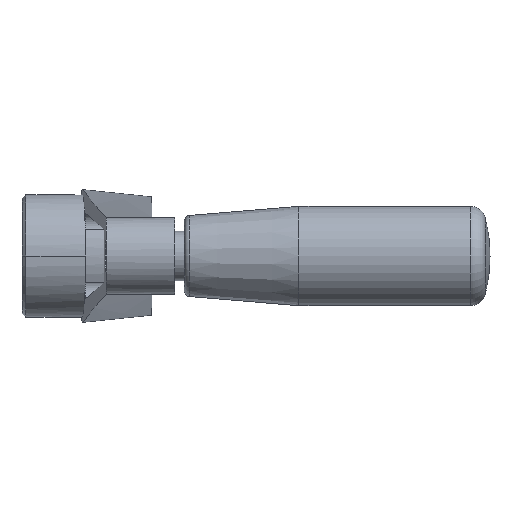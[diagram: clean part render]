
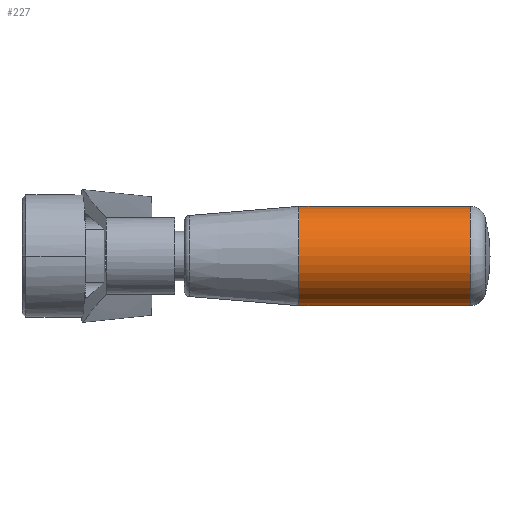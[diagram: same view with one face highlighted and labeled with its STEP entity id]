
A CAD part, front view. The second image highlights one B-rep face of the part: STEP entity #227.
In plain terms, the highlighted cylindrical face has radius 13 mm (diameter 26 mm), a partial arc.
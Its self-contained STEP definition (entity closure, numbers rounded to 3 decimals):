
#227=ADVANCED_FACE('',(#451),#452,.T.);
#451=FACE_OUTER_BOUND('',#827,.T.);
#452=CYLINDRICAL_SURFACE('',#828,13.0);
#827=EDGE_LOOP('',(#1391,#1392,#1393,#1394));
#828=AXIS2_PLACEMENT_3D('',#1395,#1396,#1397);
#1391=ORIENTED_EDGE('',*,*,#1534,.T.);
#1392=ORIENTED_EDGE('',*,*,#1573,.F.);
#1393=ORIENTED_EDGE('',*,*,#1536,.T.);
#1394=ORIENTED_EDGE('',*,*,#1620,.T.);
#1395=CARTESIAN_POINT('',(94.928,-125.0,0.));
#1396=DIRECTION('',(1.0,0.0,0.));
#1397=DIRECTION('',(0.,0.,-1.0));
#1534=EDGE_CURVE('',#1823,#1824,#1825,.T.);
#1536=EDGE_CURVE('',#1828,#1826,#1829,.T.);
#1573=EDGE_CURVE('',#1828,#1824,#1888,.T.);
#1620=EDGE_CURVE('',#1826,#1823,#1945,.T.);
#1823=VERTEX_POINT('',#2354);
#1824=VERTEX_POINT('',#2355);
#1825=LINE('',#2356,#2357);
#1826=VERTEX_POINT('',#2358);
#1828=VERTEX_POINT('',#2360);
#1829=LINE('',#2361,#2362);
#1888=CIRCLE('',#2458,13.0);
#1945=CIRCLE('',#2556,13.0);
#2354=CARTESIAN_POINT('',(72.5,-125.0,-13.0));
#2355=CARTESIAN_POINT('',(117.357,-125.0,-13.0));
#2356=CARTESIAN_POINT('',(94.928,-125.0,-13.0));
#2357=VECTOR('',#2709,1.0);
#2358=CARTESIAN_POINT('',(72.5,-125.0,13.));
#2360=CARTESIAN_POINT('',(117.357,-125.0,13.));
#2361=CARTESIAN_POINT('',(94.928,-125.0,13.));
#2362=VECTOR('',#2713,1.0);
#2458=AXIS2_PLACEMENT_3D('',#2769,#2770,#2771);
#2556=AXIS2_PLACEMENT_3D('',#2816,#2817,#2818);
#2709=DIRECTION('',(1.0,0.0,0.));
#2713=DIRECTION('',(-1.0,-0.0,0.));
#2769=CARTESIAN_POINT('',(117.357,-125.0,0.));
#2770=DIRECTION('',(1.0,0.0,0.));
#2771=DIRECTION('',(0.,0.,-1.0));
#2816=CARTESIAN_POINT('',(72.5,-125.0,0.));
#2817=DIRECTION('',(1.0,0.0,0.));
#2818=DIRECTION('',(0.,0.,-1.0));
